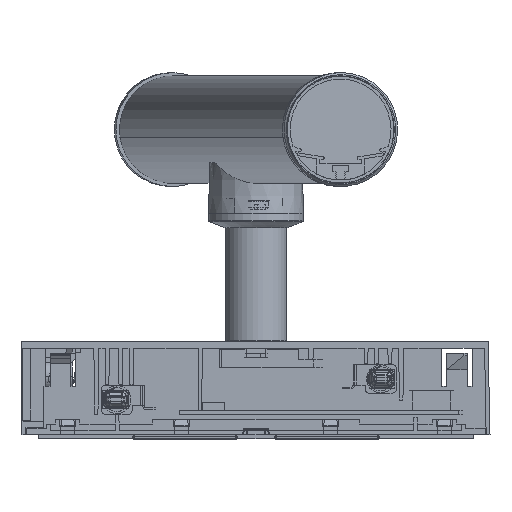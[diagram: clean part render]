
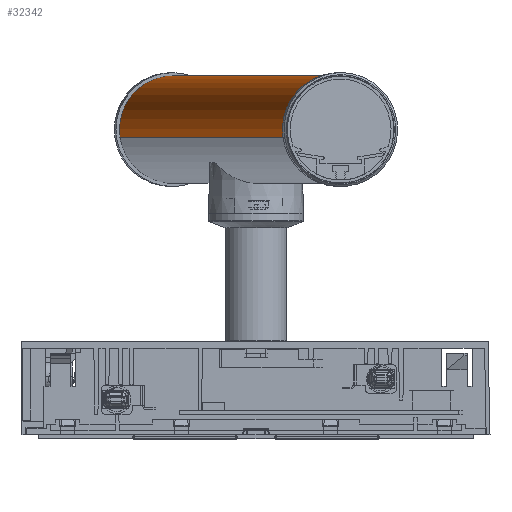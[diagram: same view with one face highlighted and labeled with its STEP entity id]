
A CAD part, front view. The second image highlights one B-rep face of the part: STEP entity #32342.
In plain terms, the highlighted cylindrical face has radius 13 mm (diameter 26 mm), a partial arc.
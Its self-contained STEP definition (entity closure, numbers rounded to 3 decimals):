
#1960 = CARTESIAN_POINT ( 'NONE',  ( 0., -300., 0. ) ) ;
#3218 = ORIENTED_EDGE ( 'NONE', *, *, #45886, .T. ) ;
#4508 = ORIENTED_EDGE ( 'NONE', *, *, #33603, .T. ) ;
#5939 = FACE_OUTER_BOUND ( 'NONE', #40252, .T. ) ;
#7730 = DIRECTION ( 'NONE',  ( 0., 0., 1. ) ) ;
#13136 = DIRECTION ( 'NONE',  ( 0., 0., 1. ) ) ;
#14027 = DIRECTION ( 'NONE',  ( 0., 1., 0. ) ) ;
#15979 = CARTESIAN_POINT ( 'NONE',  ( 0., -300., -13. ) ) ;
#20194 = DIRECTION ( 'NONE',  ( 0., -1., 0. ) ) ;
#20841 = DIRECTION ( 'NONE',  ( 0., 0., -1. ) ) ;
#21918 = VERTEX_POINT ( 'NONE', #35460 ) ;
#23478 = VERTEX_POINT ( 'NONE', #15979 ) ;
#24817 = CARTESIAN_POINT ( 'NONE',  ( 0., 300., 0. ) ) ;
#30353 = VECTOR ( 'NONE', #73966, 1000. ) ;
#32342 = ADVANCED_FACE ( 'NONE', ( #5939 ), #64608, .T. ) ;
#33340 = VERTEX_POINT ( 'NONE', #71183 ) ;
#33603 = EDGE_CURVE ( 'NONE', #33340, #21918, #56464, .T. ) ;
#34556 = EDGE_CURVE ( 'NONE', #35559, #21918, #70826, .T. ) ;
#35460 = CARTESIAN_POINT ( 'NONE',  ( -12.845, 300., 2. ) ) ;
#35559 = VERTEX_POINT ( 'NONE', #74476 ) ;
#38325 = VECTOR ( 'NONE', #20194, 1000. ) ;
#38465 = CARTESIAN_POINT ( 'NONE',  ( 0., 300., -13. ) ) ;
#40252 = EDGE_LOOP ( 'NONE', ( #58115, #3218, #52096, #4508 ) ) ;
#44346 = CARTESIAN_POINT ( 'NONE',  ( 0., 300., 0. ) ) ;
#45886 = EDGE_CURVE ( 'NONE', #35559, #23478, #62660, .T. ) ;
#46759 = AXIS2_PLACEMENT_3D ( 'NONE', #24817, #70517, #13136 ) ;
#48467 = EDGE_CURVE ( 'NONE', #23478, #33340, #61355, .T. ) ;
#50736 = CARTESIAN_POINT ( 'NONE',  ( -12.845, 300., 2. ) ) ;
#52096 = ORIENTED_EDGE ( 'NONE', *, *, #48467, .T. ) ;
#55458 = DIRECTION ( 'NONE',  ( 0., -1., 0. ) ) ;
#56464 = LINE ( 'NONE', #50736, #30353 ) ;
#58115 = ORIENTED_EDGE ( 'NONE', *, *, #34556, .F. ) ;
#61355 = CIRCLE ( 'NONE', #73123, 13. ) ;
#61700 = AXIS2_PLACEMENT_3D ( 'NONE', #44346, #55458, #20841 ) ;
#62660 = LINE ( 'NONE', #38465, #38325 ) ;
#64608 = CYLINDRICAL_SURFACE ( 'NONE', #61700, 13. ) ;
#70517 = DIRECTION ( 'NONE',  ( 0., 1., 0. ) ) ;
#70826 = CIRCLE ( 'NONE', #46759, 13. ) ;
#71183 = CARTESIAN_POINT ( 'NONE',  ( -12.845, -300., 2. ) ) ;
#73123 = AXIS2_PLACEMENT_3D ( 'NONE', #1960, #14027, #7730 ) ;
#73966 = DIRECTION ( 'NONE',  ( 0., 1., 0. ) ) ;
#74476 = CARTESIAN_POINT ( 'NONE',  ( 0., 300., -13. ) ) ;
